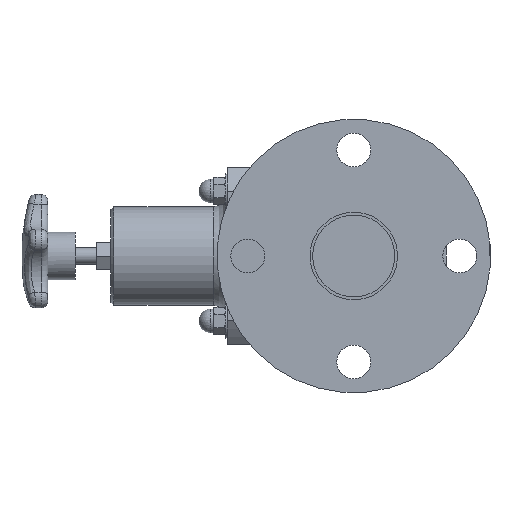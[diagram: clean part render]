
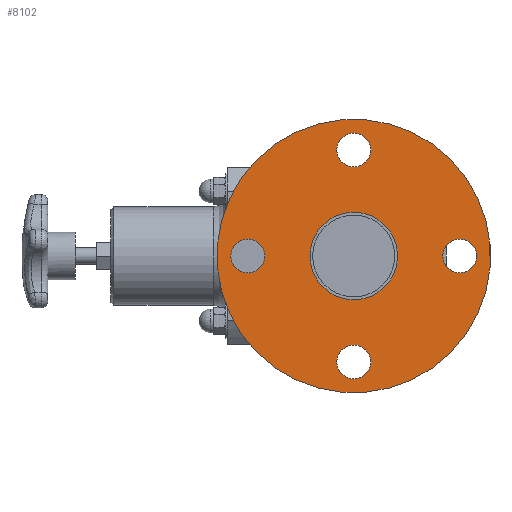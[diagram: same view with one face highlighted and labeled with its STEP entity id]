
A CAD part, left-side view. The second image highlights one B-rep face of the part: STEP entity #8102.
In plain terms, the highlighted planar face has unit normal (-1, 0, 0).
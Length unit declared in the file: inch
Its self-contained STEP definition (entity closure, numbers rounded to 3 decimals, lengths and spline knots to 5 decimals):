
#7955=CARTESIAN_POINT('',(-3.8125,1.4678,1.7183));
#7956=VERTEX_POINT('',#7955);
#7957=CARTESIAN_POINT('',(-3.8125,1.687,1.9375));
#7958=DIRECTION('',(1.0,0.,0.));
#7959=DIRECTION('',(0.,0.707,0.707));
#7960=AXIS2_PLACEMENT_3D('',#7957,#7958,#7959);
#7961=CIRCLE('',#7960,0.31);
#7962=EDGE_CURVE('',#7956,#7956,#7961,.T.);
#7983=CARTESIAN_POINT('',(-3.8125,3.4053,0.2192));
#7984=VERTEX_POINT('',#7983);
#7985=CARTESIAN_POINT('',(-3.8125,3.6245,0.));
#7986=DIRECTION('',(1.0,0.,0.));
#7987=DIRECTION('',(0.,0.707,-0.707));
#7988=AXIS2_PLACEMENT_3D('',#7985,#7986,#7987);
#7989=CIRCLE('',#7988,0.31);
#7990=EDGE_CURVE('',#7984,#7984,#7989,.T.);
#8011=CARTESIAN_POINT('',(-3.8125,1.9062,-1.7183));
#8012=VERTEX_POINT('',#8011);
#8013=CARTESIAN_POINT('',(-3.8125,1.687,-1.9375));
#8014=DIRECTION('',(1.0,0.,0.));
#8015=DIRECTION('',(0.,-0.707,-0.707));
#8016=AXIS2_PLACEMENT_3D('',#8013,#8014,#8015);
#8017=CIRCLE('',#8016,0.31);
#8018=EDGE_CURVE('',#8012,#8012,#8017,.T.);
#8039=CARTESIAN_POINT('',(-3.8125,-0.0313,-0.2192));
#8040=VERTEX_POINT('',#8039);
#8041=CARTESIAN_POINT('',(-3.8125,-0.2505,0.));
#8042=DIRECTION('',(1.0,0.,0.));
#8043=DIRECTION('',(0.,-0.707,0.707));
#8044=AXIS2_PLACEMENT_3D('',#8041,#8042,#8043);
#8045=CIRCLE('',#8044,0.31);
#8046=EDGE_CURVE('',#8040,#8040,#8045,.T.);
#8056=CARTESIAN_POINT('',(-3.8125,1.12131,0.56569));
#8057=VERTEX_POINT('',#8056);
#8058=CARTESIAN_POINT('',(-3.8125,1.687,0.));
#8059=DIRECTION('',(1.0,0.,0.));
#8060=DIRECTION('',(0.,-0.707,0.707));
#8061=AXIS2_PLACEMENT_3D('',#8058,#8059,#8060);
#8062=CIRCLE('',#8061,0.8);
#8063=EDGE_CURVE('',#8057,#8057,#8062,.T.);
#8071=CARTESIAN_POINT('',(-3.8125,0.52027,1.16673));
#8072=DIRECTION('',(-1.0,0.0,0.0));
#8073=DIRECTION('',(0.0,0.707,0.707));
#8074=AXIS2_PLACEMENT_3D('',#8071,#8072,#8073);
#8075=PLANE('',#8074);
#8076=CARTESIAN_POINT('',(-3.8125,-0.08077,1.76777));
#8077=VERTEX_POINT('',#8076);
#8078=CARTESIAN_POINT('',(-3.8125,1.687,0.));
#8079=DIRECTION('',(1.,0.,0.));
#8080=DIRECTION('',(0.,-0.707,0.707));
#8081=AXIS2_PLACEMENT_3D('',#8078,#8079,#8080);
#8082=CIRCLE('',#8081,2.5);
#8083=EDGE_CURVE('',#8077,#8077,#8082,.T.);
#8084=ORIENTED_EDGE('',*,*,#8083,.F.);
#8085=EDGE_LOOP('',(#8084));
#8086=FACE_OUTER_BOUND('',#8085,.T.);
#8087=ORIENTED_EDGE('',*,*,#7962,.T.);
#8088=EDGE_LOOP('',(#8087));
#8089=FACE_BOUND('',#8088,.T.);
#8090=ORIENTED_EDGE('',*,*,#7990,.T.);
#8091=EDGE_LOOP('',(#8090));
#8092=FACE_BOUND('',#8091,.T.);
#8093=ORIENTED_EDGE('',*,*,#8018,.T.);
#8094=EDGE_LOOP('',(#8093));
#8095=FACE_BOUND('',#8094,.T.);
#8096=ORIENTED_EDGE('',*,*,#8046,.T.);
#8097=EDGE_LOOP('',(#8096));
#8098=FACE_BOUND('',#8097,.T.);
#8099=ORIENTED_EDGE('',*,*,#8063,.T.);
#8100=EDGE_LOOP('',(#8099));
#8101=FACE_BOUND('',#8100,.T.);
#8102=ADVANCED_FACE('',(#8086,#8089,#8092,#8095,#8098,#8101),#8075,.T.);
